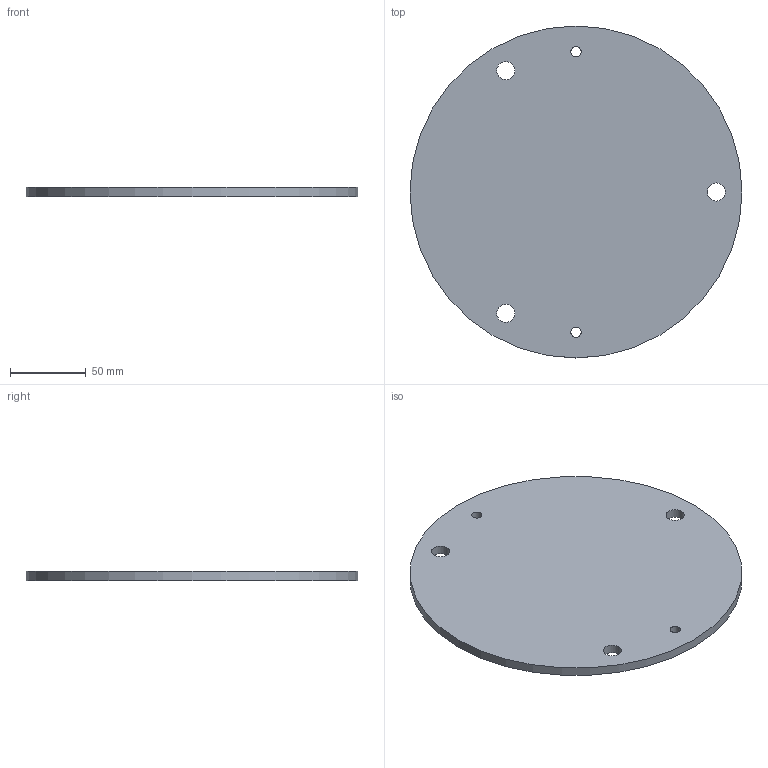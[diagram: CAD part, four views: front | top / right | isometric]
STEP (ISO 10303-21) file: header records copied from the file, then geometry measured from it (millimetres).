
FILE_DESCRIPTION (( 'STEP AP203' ), '1' );
FILE_NAME ('392K01-送料軸孔蓋.STEP', '2023-10-02T06:08:20', ( '' ), ( '' ), 'SwSTEP 2.0', 'SolidWorks 2018', '' );
FILE_SCHEMA (( 'CONFIG_CONTROL_DESIGN' ));
Length unit declared in the file: millimetre
Products named in the file (1): 392K01-送料軸孔蓋
Bounding box: 219 x 219 x 6 mm (x, y, z)
Volume: 223539.3 mm3; surface area: 79576.1 mm2
Topology: 1 solids, 1 shells, 8 faces, 19 edges, 13 vertices
Faces by surface type: cylinder 6, plane 2
Full cylindrical faces by diameter (mm): 6.8 x2, 12 x3, 219 x1
Entity records: 301 total; most frequent: DIRECTION 42, CARTESIAN_POINT 33, ORIENTED_EDGE 24, EDGE_LOOP 24, AXIS2_PLACEMENT_3D 21, FACE_OUTER_BOUND 14, EDGE_CURVE 12, CIRCLE 12
